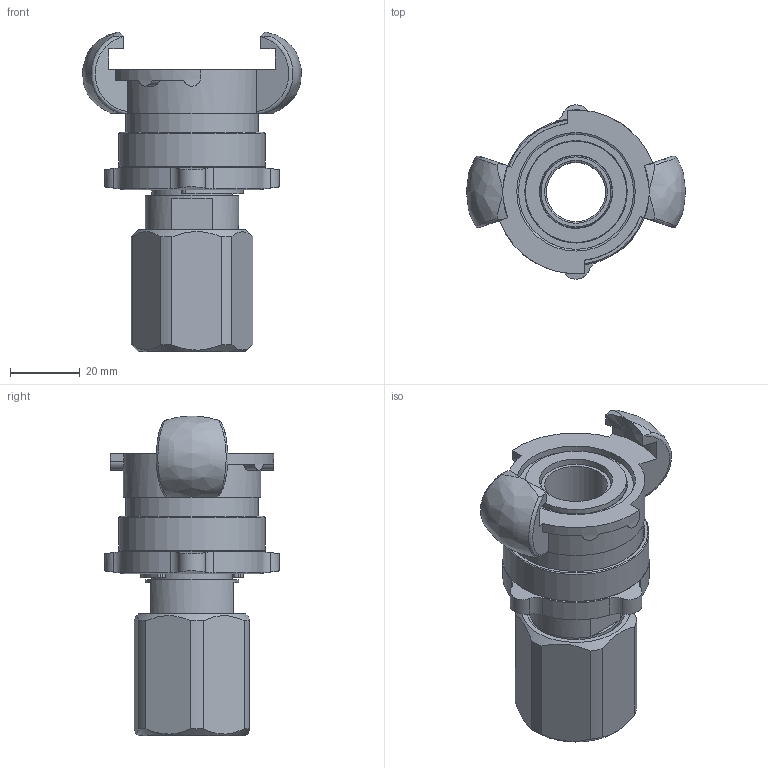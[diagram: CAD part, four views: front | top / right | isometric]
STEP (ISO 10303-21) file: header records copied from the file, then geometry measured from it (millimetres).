
FILE_DESCRIPTION(/* description */ (''),/* implementation_level */ '2;1');
FILE_NAME(/* name */ 'ssgi_34.stp',/* time_stamp */ '2020-04-07T11:23:16+02:00',/* author */ ('ertl'),/* organization */ (''),/* preprocessor_version */ 'ST-DEVELOPER v17',/* originating_system */ 'Autodesk Inventor 2018',/* authorisation */ '0 mm^3');
FILE_SCHEMA (('AUTOMOTIVE_DESIGN { 1 0 10303 214 3 1 1 }'));
Length unit declared in the file: millimetre
Products named in the file (1): ssgi_34
Bounding box: 62.87 x 50 x 91.74 mm (x, y, z)
Volume: 59668.8 mm3; surface area: 31258.3 mm2
Topology: 1 solids, 1 shells, 148 faces, 423 edges, 292 vertices
Faces by surface type: cylinder 67, plane 52, cone 19, bspline 6, sphere 4
Full cylindrical faces by diameter (mm): 17 x1, 18 x1, 20.7 x1, 21 x1, 23 x1, 24.117 x1, 26 x1, 26.8 x2, 27.5 x1, 29 x1, 30 x1, 33 x1, 33.249 x1, 34 x1, 37.9 x1, 38 x2, 39 x1, 42 x1
Entity records: 5939 total; most frequent: CARTESIAN_POINT 1840, ORIENTED_EDGE 846, DIRECTION 813, EDGE_CURVE 423, AXIS2_PLACEMENT_3D 337, VERTEX_POINT 292, CIRCLE 194, EDGE_LOOP 167
